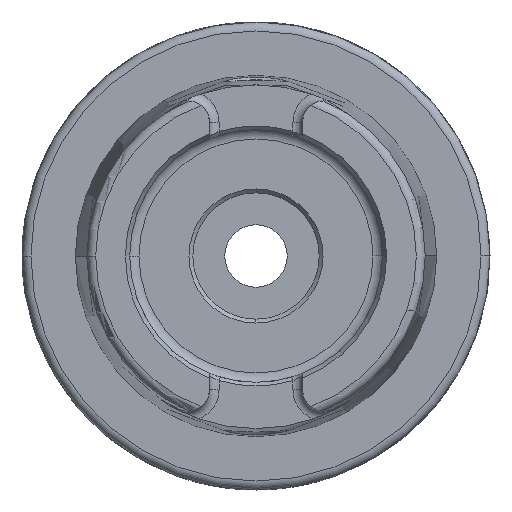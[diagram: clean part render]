
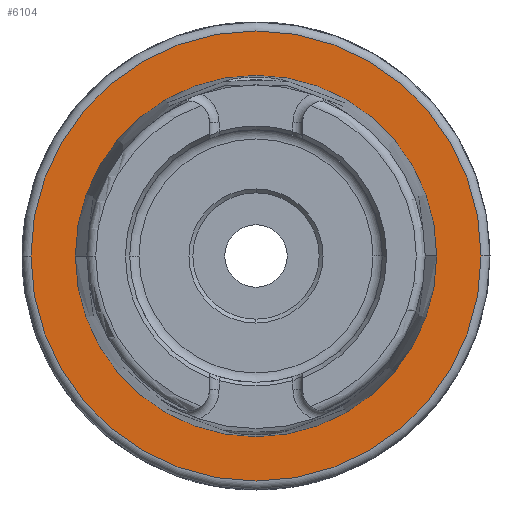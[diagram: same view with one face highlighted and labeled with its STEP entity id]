
A CAD part, left-side view. The second image highlights one B-rep face of the part: STEP entity #6104.
In plain terms, the highlighted planar face has unit normal (-1, 0, 0).
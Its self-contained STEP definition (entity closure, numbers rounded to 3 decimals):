
#124 = CARTESIAN_POINT ( 'NONE',  ( 0.05, 0., 0. ) ) ;
#128 = DIRECTION ( 'NONE',  ( 1., 0., 0. ) ) ;
#135 = DIRECTION ( 'NONE',  ( 0., 1., 0. ) ) ;
#417 = EDGE_LOOP ( 'NONE', ( #6627, #8224 ) ) ;
#427 = AXIS2_PLACEMENT_3D ( 'NONE', #4948, #931, #5618 ) ;
#931 = DIRECTION ( 'NONE',  ( 1., 0., 0. ) ) ;
#1025 = AXIS2_PLACEMENT_3D ( 'NONE', #3861, #8655, #4520 ) ;
#1173 = VERTEX_POINT ( 'NONE', #2923 ) ;
#1224 = FACE_OUTER_BOUND ( 'NONE', #3824, .T. ) ;
#1653 = AXIS2_PLACEMENT_3D ( 'NONE', #8500, #8317, #8283 ) ;
#1712 = VERTEX_POINT ( 'NONE', #7752 ) ;
#1840 = EDGE_CURVE ( 'NONE', #5496, #1712, #7290, .T. ) ;
#2474 = CIRCLE ( 'NONE', #427, 24.321 ) ;
#2588 = VERTEX_POINT ( 'NONE', #8878 ) ;
#2611 = PLANE ( 'NONE',  #4625 ) ;
#2923 = CARTESIAN_POINT ( 'NONE',  ( 0.05, 30.3, 0. ) ) ;
#3233 = AXIS2_PLACEMENT_3D ( 'NONE', #124, #128, #135 ) ;
#3244 = EDGE_CURVE ( 'NONE', #1173, #2588, #6940, .T. ) ;
#3288 = DIRECTION ( 'NONE',  ( -1., 0., 0. ) ) ;
#3585 = EDGE_CURVE ( 'NONE', #2588, #1173, #5225, .T. ) ;
#3824 = EDGE_LOOP ( 'NONE', ( #8413, #6960 ) ) ;
#3861 = CARTESIAN_POINT ( 'NONE',  ( 0.05, 0., 0. ) ) ;
#4520 = DIRECTION ( 'NONE',  ( 0., 1., 0. ) ) ;
#4584 = FACE_BOUND ( 'NONE', #417, .T. ) ;
#4625 = AXIS2_PLACEMENT_3D ( 'NONE', #5820, #3288, #8040 ) ;
#4948 = CARTESIAN_POINT ( 'NONE',  ( 0.05, 0., 0. ) ) ;
#5225 = CIRCLE ( 'NONE', #1025, 30.3 ) ;
#5496 = VERTEX_POINT ( 'NONE', #7344 ) ;
#5618 = DIRECTION ( 'NONE',  ( 0., 1., 0. ) ) ;
#5820 = CARTESIAN_POINT ( 'NONE',  ( 0.05, 24.321, 0. ) ) ;
#6104 = ADVANCED_FACE ( 'NONE', ( #4584, #1224 ), #2611, .T. ) ;
#6627 = ORIENTED_EDGE ( 'NONE', *, *, #1840, .T. ) ;
#6940 = CIRCLE ( 'NONE', #1653, 30.3 ) ;
#6960 = ORIENTED_EDGE ( 'NONE', *, *, #3585, .F. ) ;
#7290 = CIRCLE ( 'NONE', #3233, 24.321 ) ;
#7344 = CARTESIAN_POINT ( 'NONE',  ( 0.05, 24.321, 0. ) ) ;
#7752 = CARTESIAN_POINT ( 'NONE',  ( 0.05, -24.321, 0. ) ) ;
#8040 = DIRECTION ( 'NONE',  ( 0., -1., 0. ) ) ;
#8224 = ORIENTED_EDGE ( 'NONE', *, *, #8270, .T. ) ;
#8270 = EDGE_CURVE ( 'NONE', #1712, #5496, #2474, .T. ) ;
#8283 = DIRECTION ( 'NONE',  ( 0., 1., 0. ) ) ;
#8317 = DIRECTION ( 'NONE',  ( 1., 0., 0. ) ) ;
#8413 = ORIENTED_EDGE ( 'NONE', *, *, #3244, .F. ) ;
#8500 = CARTESIAN_POINT ( 'NONE',  ( 0.05, 0., 0. ) ) ;
#8655 = DIRECTION ( 'NONE',  ( 1., 0., 0. ) ) ;
#8878 = CARTESIAN_POINT ( 'NONE',  ( 0.05, -30.3, 0. ) ) ;
